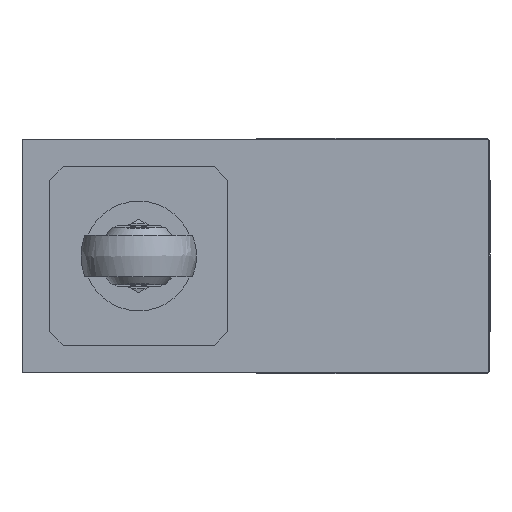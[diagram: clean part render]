
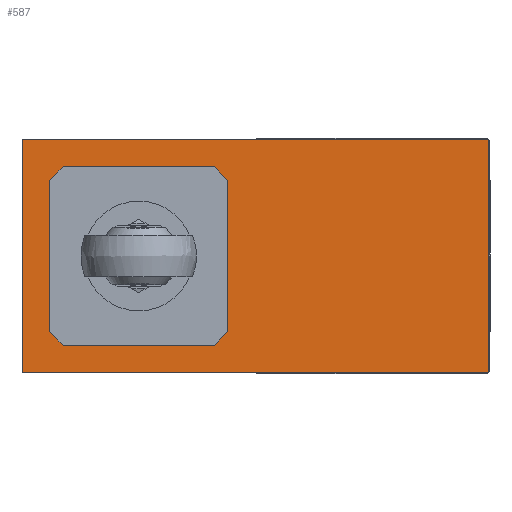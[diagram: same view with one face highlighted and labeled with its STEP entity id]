
A CAD part, front view. The second image highlights one B-rep face of the part: STEP entity #587.
In plain terms, the highlighted planar face has unit normal (0, -1, 0).
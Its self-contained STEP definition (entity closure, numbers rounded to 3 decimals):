
#210 = EDGE_CURVE ( 'Defeatured_0_157+Defeatured_0_92+Defeatured_0_156+Defeatured_0_158', #6667, #6356, #2544, .T. ) ;
#300 = CARTESIAN_POINT ( 'NONE',  ( 0., -84., 32.5 ) ) ;
#587 = ADVANCED_FACE ( 'Defeatured_0_92', ( #9312, #8056 ), #3897, .F. ) ;
#599 = LINE ( 'NONE', #11730, #10637 ) ;
#636 = ORIENTED_EDGE ( 'NONE', *, *, #10255, .F. ) ;
#763 = VECTOR ( 'NONE', #14485, 1000. ) ;
#776 = CARTESIAN_POINT ( 'NONE',  ( -42.5, -84., 0. ) ) ;
#877 = ORIENTED_EDGE ( 'NONE', *, *, #6037, .F. ) ;
#927 = LINE ( 'NONE', #13686, #4155 ) ;
#944 = VECTOR ( 'NONE', #10543, 1000. ) ;
#947 = CARTESIAN_POINT ( 'NONE',  ( -27.5, -84., 32.5 ) ) ;
#1121 = VECTOR ( 'NONE', #3979, 1000. ) ;
#1310 = VERTEX_POINT ( 'NONE', #13273 ) ;
#1592 = VERTEX_POINT ( 'NONE', #9278 ) ;
#1683 = ORIENTED_EDGE ( 'NONE', *, *, #5105, .F. ) ;
#1685 = LINE ( 'NONE', #10955, #11190 ) ;
#1740 = CARTESIAN_POINT ( 'NONE',  ( 0., -84., 42.5 ) ) ;
#1841 = LINE ( 'NONE', #9967, #12248 ) ;
#2544 = LINE ( 'NONE', #300, #2737 ) ;
#2680 = ORIENTED_EDGE ( 'NONE', *, *, #6422, .F. ) ;
#2717 = EDGE_CURVE ( 'Defeatured_0_152+Defeatured_0_92+Defeatured_0_159+Defeatured_0_153', #13270, #12093, #4557, .T. ) ;
#2737 = VECTOR ( 'NONE', #9452, 1000. ) ;
#2753 = DIRECTION ( 'NONE',  ( 0., 0., -1. ) ) ;
#2970 = VERTEX_POINT ( 'NONE', #7754 ) ;
#3177 = DIRECTION ( 'NONE',  ( -0.707, 0., -0.707 ) ) ;
#3723 = EDGE_CURVE ( 'Defeatured_0_94+Defeatured_0_92+Defeatured_0_93+Defeatured_0_95', #11026, #13369, #1685, .T. ) ;
#3897 = PLANE ( 'NONE',  #7871 ) ;
#3979 = DIRECTION ( 'NONE',  ( 1., 0., 0. ) ) ;
#3985 = VERTEX_POINT ( 'NONE', #8310 ) ;
#4147 = VERTEX_POINT ( 'NONE', #8995 ) ;
#4155 = VECTOR ( 'NONE', #11436, 1000. ) ;
#4557 = LINE ( 'NONE', #6483, #11204 ) ;
#5105 = EDGE_CURVE ( 'Defeatured_0_158+Defeatured_0_92+Defeatured_0_157+Defeatured_0_159', #6356, #5842, #1841, .T. ) ;
#5659 = EDGE_CURVE ( 'Defeatured_0_159+Defeatured_0_92+Defeatured_0_158+Defeatured_0_152', #5842, #13270, #13505, .T. ) ;
#5672 = EDGE_CURVE ( 'Defeatured_0_95+Defeatured_0_92+Defeatured_0_94+Defeatured_0_96', #13369, #3985, #11891, .T. ) ;
#5842 = VERTEX_POINT ( 'NONE', #13451 ) ;
#5911 = CARTESIAN_POINT ( 'NONE',  ( 27.5, -84., 32.5 ) ) ;
#6037 = EDGE_CURVE ( 'Defeatured_0_155+Defeatured_0_92+Defeatured_0_154+Defeatured_0_156', #2970, #1592, #7556, .T. ) ;
#6149 = EDGE_CURVE ( 'Defeatured_0_96+Defeatured_0_92+Defeatured_0_95+Defeatured_0_93', #3985, #1310, #12072, .T. ) ;
#6340 = ORIENTED_EDGE ( 'NONE', *, *, #5659, .F. ) ;
#6356 = VERTEX_POINT ( 'NONE', #947 ) ;
#6422 = EDGE_CURVE ( 'Defeatured_0_93+Defeatured_0_92+Defeatured_0_96+Defeatured_0_94', #1310, #11026, #927, .T. ) ;
#6439 = ORIENTED_EDGE ( 'NONE', *, *, #6149, .F. ) ;
#6478 = DIRECTION ( 'NONE',  ( 0., 0., -1. ) ) ;
#6483 = CARTESIAN_POINT ( 'NONE',  ( -32.5, -84., -27.5 ) ) ;
#6541 = DIRECTION ( 'NONE',  ( 0.707, 0., -0.707 ) ) ;
#6601 = CARTESIAN_POINT ( 'NONE',  ( 32.5, -84., 27.5 ) ) ;
#6667 = VERTEX_POINT ( 'NONE', #5911 ) ;
#7556 = LINE ( 'NONE', #14068, #944 ) ;
#7569 = CARTESIAN_POINT ( 'NONE',  ( -32.5, -84., 0. ) ) ;
#7754 = CARTESIAN_POINT ( 'NONE',  ( 32.5, -84., -27.5 ) ) ;
#7862 = CARTESIAN_POINT ( 'NONE',  ( -32.5, -84., -27.5 ) ) ;
#7871 = AXIS2_PLACEMENT_3D ( 'NONE', #14175, #9591, #2753 ) ;
#8056 = FACE_BOUND ( 'NONE', #13494, .T. ) ;
#8284 = CARTESIAN_POINT ( 'NONE',  ( -27.5, -84., -32.5 ) ) ;
#8310 = CARTESIAN_POINT ( 'NONE',  ( -42.5, -84., 42.5 ) ) ;
#8447 = VECTOR ( 'NONE', #13930, 1000. ) ;
#8802 = LINE ( 'NONE', #11653, #8447 ) ;
#8845 = ORIENTED_EDGE ( 'NONE', *, *, #2717, .F. ) ;
#8962 = LINE ( 'NONE', #6601, #14025 ) ;
#8995 = CARTESIAN_POINT ( 'NONE',  ( 27.5, -84., -32.5 ) ) ;
#9278 = CARTESIAN_POINT ( 'NONE',  ( 32.5, -84., 27.5 ) ) ;
#9312 = FACE_OUTER_BOUND ( 'NONE', #12990, .T. ) ;
#9452 = DIRECTION ( 'NONE',  ( -1., 0., 0. ) ) ;
#9591 = DIRECTION ( 'NONE',  ( 0., 1., 0. ) ) ;
#9967 = CARTESIAN_POINT ( 'NONE',  ( -27.5, -84., 32.5 ) ) ;
#10255 = EDGE_CURVE ( 'Defeatured_0_153+Defeatured_0_92+Defeatured_0_152+Defeatured_0_154', #12093, #4147, #599, .T. ) ;
#10495 = CARTESIAN_POINT ( 'NONE',  ( -42.5, -84., -42.5 ) ) ;
#10543 = DIRECTION ( 'NONE',  ( 0., 0., 1. ) ) ;
#10637 = VECTOR ( 'NONE', #11584, 1000. ) ;
#10884 = EDGE_CURVE ( 'Defeatured_0_154+Defeatured_0_92+Defeatured_0_153+Defeatured_0_155', #4147, #2970, #8802, .T. ) ;
#10955 = CARTESIAN_POINT ( 'NONE',  ( 0., -84., -42.5 ) ) ;
#11007 = CARTESIAN_POINT ( 'NONE',  ( 127.5, -84., -42.5 ) ) ;
#11026 = VERTEX_POINT ( 'NONE', #11007 ) ;
#11090 = ORIENTED_EDGE ( 'NONE', *, *, #10884, .F. ) ;
#11190 = VECTOR ( 'NONE', #13256, 1000. ) ;
#11204 = VECTOR ( 'NONE', #6541, 1000. ) ;
#11366 = VECTOR ( 'NONE', #6478, 1000. ) ;
#11436 = DIRECTION ( 'NONE',  ( 0., 0., -1. ) ) ;
#11573 = ORIENTED_EDGE ( 'NONE', *, *, #5672, .F. ) ;
#11584 = DIRECTION ( 'NONE',  ( 1., 0., 0. ) ) ;
#11653 = CARTESIAN_POINT ( 'NONE',  ( 27.5, -84., -32.5 ) ) ;
#11730 = CARTESIAN_POINT ( 'NONE',  ( 0., -84., -32.5 ) ) ;
#11840 = EDGE_CURVE ( 'Defeatured_0_156+Defeatured_0_92+Defeatured_0_155+Defeatured_0_157', #1592, #6667, #8962, .T. ) ;
#11891 = LINE ( 'NONE', #776, #763 ) ;
#12072 = LINE ( 'NONE', #1740, #1121 ) ;
#12093 = VERTEX_POINT ( 'NONE', #8284 ) ;
#12248 = VECTOR ( 'NONE', #3177, 1000. ) ;
#12385 = DIRECTION ( 'NONE',  ( -0.707, 0., 0.707 ) ) ;
#12653 = ORIENTED_EDGE ( 'NONE', *, *, #11840, .F. ) ;
#12984 = ORIENTED_EDGE ( 'NONE', *, *, #3723, .F. ) ;
#12990 = EDGE_LOOP ( 'NONE', ( #11573, #12984, #2680, #6439 ) ) ;
#13256 = DIRECTION ( 'NONE',  ( -1., 0., 0. ) ) ;
#13270 = VERTEX_POINT ( 'NONE', #7862 ) ;
#13273 = CARTESIAN_POINT ( 'NONE',  ( 127.5, -84., 42.5 ) ) ;
#13369 = VERTEX_POINT ( 'NONE', #10495 ) ;
#13451 = CARTESIAN_POINT ( 'NONE',  ( -32.5, -84., 27.5 ) ) ;
#13494 = EDGE_LOOP ( 'NONE', ( #1683, #13625, #12653, #877, #11090, #636, #8845, #6340 ) ) ;
#13505 = LINE ( 'NONE', #7569, #11366 ) ;
#13625 = ORIENTED_EDGE ( 'NONE', *, *, #210, .F. ) ;
#13686 = CARTESIAN_POINT ( 'NONE',  ( 127.5, -84., 0. ) ) ;
#13930 = DIRECTION ( 'NONE',  ( 0.707, 0., 0.707 ) ) ;
#14025 = VECTOR ( 'NONE', #12385, 1000. ) ;
#14068 = CARTESIAN_POINT ( 'NONE',  ( 32.5, -84., 0. ) ) ;
#14175 = CARTESIAN_POINT ( 'NONE',  ( 0., -84., 0. ) ) ;
#14485 = DIRECTION ( 'NONE',  ( 0., 0., 1. ) ) ;
